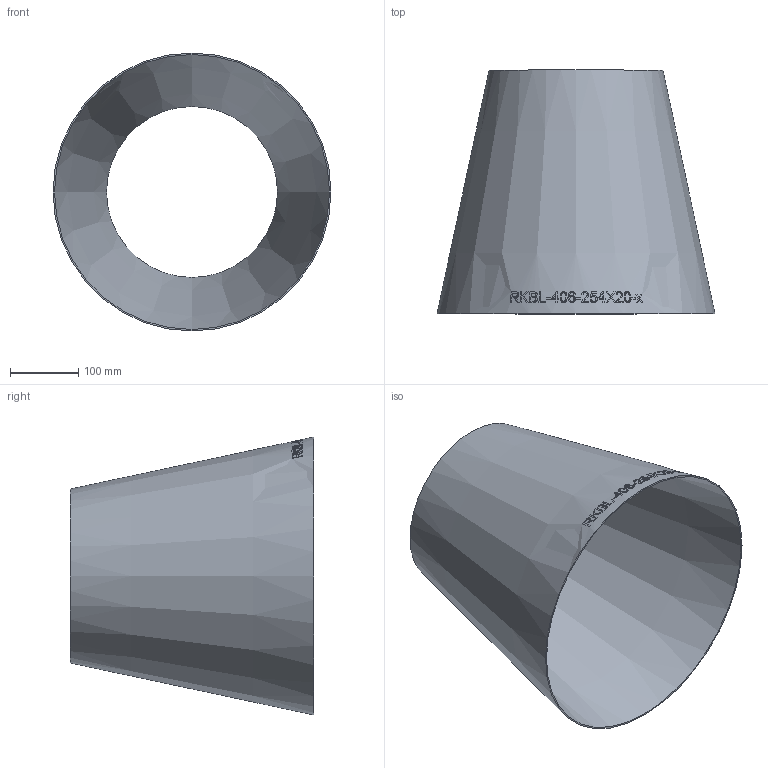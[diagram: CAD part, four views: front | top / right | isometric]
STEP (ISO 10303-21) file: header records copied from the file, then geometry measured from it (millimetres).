
FILE_DESCRIPTION (( 'STEP AP214' ), '1' );
FILE_NAME ('RKBL-406-254X20-x Reduzierung aus Blech 2006.STEP', '2020-06-18T09:22:03', ( '' ), ( '' ), 'SwSTEP 2.0', 'SolidWorks 2019', '' );
FILE_SCHEMA (( 'AUTOMOTIVE_DESIGN' ));
Length unit declared in the file: millimetre
Products named in the file (1): RKBL-406-254X20-x Reduzierung aus Blech 2006
Bounding box: 406 x 356 x 406 mm (x, y, z)
Volume: 747486.2 mm3; surface area: 754316.8 mm2
Topology: 1 solids, 1 shells, 234 faces, 621 edges, 414 vertices
Faces by surface type: bspline 205, cone 27, plane 2
Entity records: 37265 total; most frequent: CARTESIAN_POINT 30799, ORIENTED_EDGE 1238, EDGE_CURVE 619, B_SPLINE_CURVE_WITH_KNOTS 615, VERTEX_POINT 414, EDGE_LOOP 263, ADVANCED_FACE 234, FACE_OUTER_BOUND 234
